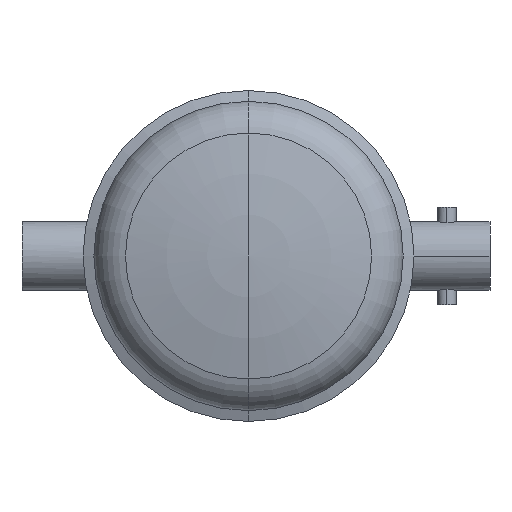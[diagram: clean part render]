
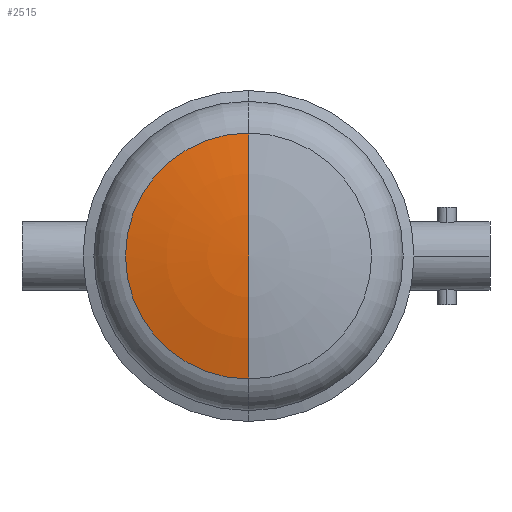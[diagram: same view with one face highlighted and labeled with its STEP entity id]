
A CAD part, left-side view. The second image highlights one B-rep face of the part: STEP entity #2515.
In plain terms, the highlighted toroidal (fillet/blend) face has major radius 0 mm and minor radius 508 mm.
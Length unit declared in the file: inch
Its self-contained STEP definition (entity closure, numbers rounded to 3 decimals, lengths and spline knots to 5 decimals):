
#75 = FACE_OUTER_BOUND ( 'NONE', #1162, .T. ) ;
#197 = DIRECTION ( 'NONE',  ( 0., 0., -1. ) ) ;
#256 = DIRECTION ( 'NONE',  ( -1., 0., 0. ) ) ;
#350 = DIRECTION ( 'NONE',  ( 0., 0., 1. ) ) ;
#356 = EDGE_CURVE ( 'NONE', #4541, #2444, #913, .T. ) ;
#625 = AXIS2_PLACEMENT_3D ( 'NONE', #5099, #2711, #350 ) ;
#630 = AXIS2_PLACEMENT_3D ( 'NONE', #800, #2702, #2356 ) ;
#800 = CARTESIAN_POINT ( 'NONE',  ( 19.99927, 0.00337, 0. ) ) ;
#874 = CIRCLE ( 'NONE', #3238, 4.27144 ) ;
#913 = CIRCLE ( 'NONE', #625, 20. ) ;
#994 = CARTESIAN_POINT ( 'NONE',  ( 19.99927, 0.00337, 0. ) ) ;
#1162 = EDGE_LOOP ( 'NONE', ( #4437, #1592, #4185 ) ) ;
#1479 = EDGE_CURVE ( 'NONE', #4422, #2444, #2723, .T. ) ;
#1592 = ORIENTED_EDGE ( 'NONE', *, *, #356, .T. ) ;
#1885 = DIRECTION ( 'NONE',  ( 0., 0., 1. ) ) ;
#2235 = CARTESIAN_POINT ( 'NONE',  ( 0.46073, 0.00337, 0. ) ) ;
#2356 = DIRECTION ( 'NONE',  ( 0., 0., 1. ) ) ;
#2444 = VERTEX_POINT ( 'NONE', #4199 ) ;
#2515 = ADVANCED_FACE ( 'NONE', ( #75 ), #4151, .T. ) ;
#2558 = DIRECTION ( 'NONE',  ( 0., -1., 0. ) ) ;
#2702 = DIRECTION ( 'NONE',  ( -1., 0., 0. ) ) ;
#2711 = DIRECTION ( 'NONE',  ( 0., 1., 0. ) ) ;
#2723 = CIRCLE ( 'NONE', #4902, 20. ) ;
#3003 = CARTESIAN_POINT ( 'NONE',  ( 0.46073, 0.00337, -4.27144 ) ) ;
#3238 = AXIS2_PLACEMENT_3D ( 'NONE', #2235, #256, #1885 ) ;
#4037 = EDGE_CURVE ( 'NONE', #4422, #4541, #874, .T. ) ;
#4151 = TOROIDAL_SURFACE ( 'NONE', #630, 0., 20. ) ;
#4185 = ORIENTED_EDGE ( 'NONE', *, *, #1479, .F. ) ;
#4199 = CARTESIAN_POINT ( 'NONE',  ( -0.00073, 0.00337, 0. ) ) ;
#4422 = VERTEX_POINT ( 'NONE', #4968 ) ;
#4437 = ORIENTED_EDGE ( 'NONE', *, *, #4037, .T. ) ;
#4541 = VERTEX_POINT ( 'NONE', #3003 ) ;
#4902 = AXIS2_PLACEMENT_3D ( 'NONE', #994, #2558, #197 ) ;
#4968 = CARTESIAN_POINT ( 'NONE',  ( 0.46073, 0.00337, 4.27144 ) ) ;
#5099 = CARTESIAN_POINT ( 'NONE',  ( 19.99927, 0.00337, 0. ) ) ;
